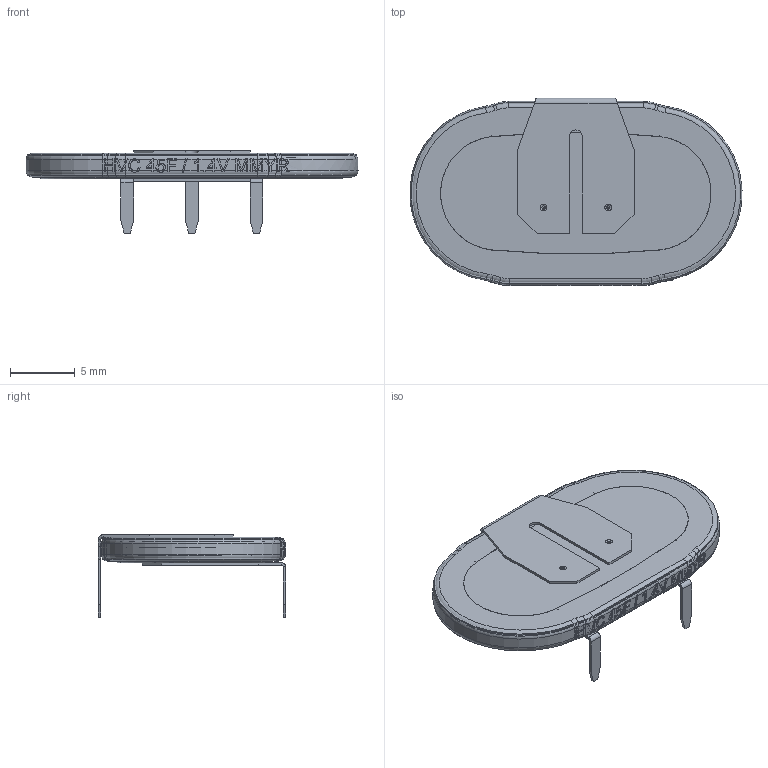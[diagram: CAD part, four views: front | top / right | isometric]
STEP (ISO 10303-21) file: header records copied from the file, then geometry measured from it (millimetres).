
FILE_DESCRIPTION(/* description */ (''),/* implementation_level */ '2;1');
FILE_NAME(/* name */ 'P26-00744-100.stp',/* time_stamp */ '2018-07-12T14:58:12+07:00',/* author */ ('ssiddannavar'),/* organization */ (''),/* preprocessor_version */ 'ST-DEVELOPER v15.6',/* originating_system */ 'Autodesk Inventor 2015',/* authorisation */ '');
FILE_SCHEMA (('AUTOMOTIVE_DESIGN { 1 0 10303 214 3 1 1 }'));
Length unit declared in the file: millimetre
Products named in the file (5): HVC 45; OuterSLeeve; 721017 - (713514-402); E11-00623 - (713511-402); P26-00744
Assembly tree (4 placements, depth 2):
  P26-00744
    HVC 45
    OuterSLeeve
    721017 - (713514-402)
    E11-00623 - (713511-402)
Bounding box: 25.67 x 14.5 x 6.39 mm (x, y, z)
Volume: 662 mm3; surface area: 2064.2 mm2
Topology: 5 solids, 5 shells, 508 faces, 1376 edges, 894 vertices
Faces by surface type: plane 277, cylinder 129, torus 57, bspline 45
Entity records: 17453 total; most frequent: CARTESIAN_POINT 4169, ORIENTED_EDGE 2736, DIRECTION 2590, EDGE_CURVE 1368, AXIS2_PLACEMENT_3D 907, VERTEX_POINT 894, LINE 776, VECTOR 776
